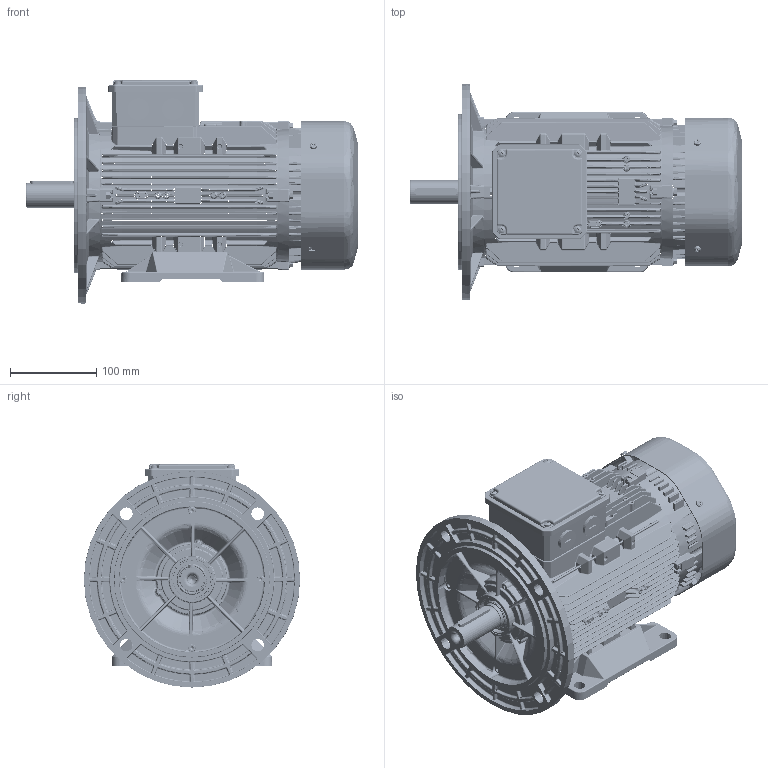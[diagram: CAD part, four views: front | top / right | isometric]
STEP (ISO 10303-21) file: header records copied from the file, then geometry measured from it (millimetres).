
FILE_DESCRIPTION(/* description */ (''),/* implementation_level */ '2;1');
FILE_NAME(/* name */ '_QHS Series_ 100_B35 DEEP COVER_stp.stp',/* time_stamp */ '2024-07-29T16:48:37+03:00',/* author */ (''),/* organization */ (''),/* preprocessor_version */ 'ST-DEVELOPER v18.102',/* originating_system */ 'SIEMENS PLM Software NX2206.8101',/* authorisation */ '');
FILE_SCHEMA (('AUTOMOTIVE_DESIGN { 1 0 10303 214 3 1 1 1 }'));
Products named in the file (1): _QHS Series_ 100_B35 DEEP COVER_stp_objects
Bounding box: 384.19 x 250.32 x 258.21 mm (x, y, z)
Surface area: 808965.3 mm2 (no closed solid volume)
Topology: 0 solids, 129 shells, 7346 faces, 23399 edges, 15087 vertices
Faces by surface type: cylinder 3182, plane 1871, torus 1353, bspline 464, cone 287, sphere 189
Full cylindrical faces by diameter (mm): 5 x6, 8 x7, 8.5 x1, 9.5 x4, 9.874 x1, 10 x4, 10.5 x1, 11 x4, 25 x2, 27.5 x1, 27.6 x1, 28 x1, 30 x1, 180 x1
Entity records: 279887 total; most frequent: CARTESIAN_POINT 99468, ORIENTED_EDGE 36689, DIRECTION 32177, EDGE_CURVE 23019, VERTEX_POINT 15014, AXIS2_PLACEMENT_3D 12381, B_SPLINE_CURVE_WITH_KNOTS 9815, EDGE_LOOP 7704
